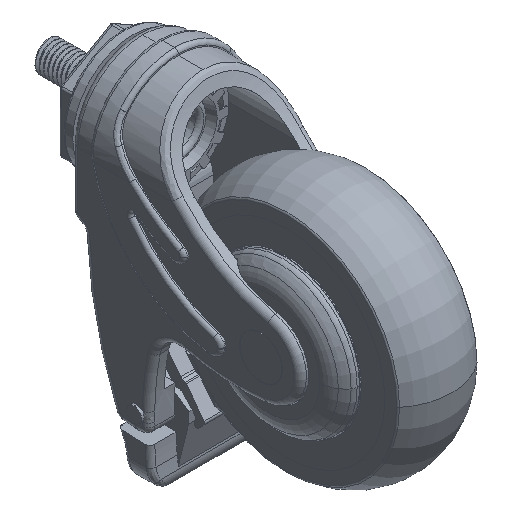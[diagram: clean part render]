
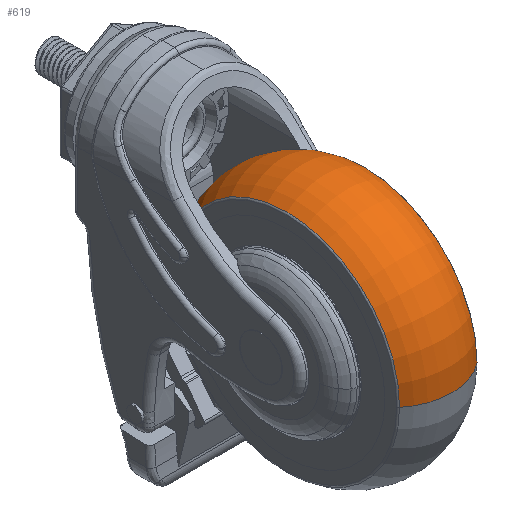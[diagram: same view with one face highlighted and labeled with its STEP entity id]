
A CAD part, isometric view. The second image highlights one B-rep face of the part: STEP entity #619.
In plain terms, the highlighted toroidal (fillet/blend) face has major radius 26 mm and minor radius 25 mm.
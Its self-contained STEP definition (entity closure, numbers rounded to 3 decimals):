
#619 = ADVANCED_FACE ( 'NONE', ( #17076 ), #14883, .T. ) ;
#3177 = VERTEX_POINT ( 'NONE', #3410 ) ;
#3246 = CIRCLE ( 'NONE', #19675, 45.517 ) ;
#3410 = CARTESIAN_POINT ( 'NONE',  ( -15.623, 45.517, 0. ) ) ;
#3681 = DIRECTION ( 'NONE',  ( 0., -1., 0. ) ) ;
#4118 = CARTESIAN_POINT ( 'NONE',  ( -15.623, 0., 0. ) ) ;
#5201 = EDGE_CURVE ( 'NONE', #17924, #3177, #21523, .T. ) ;
#5563 = EDGE_LOOP ( 'NONE', ( #9663, #11379, #21925, #24518 ) ) ;
#5594 = CARTESIAN_POINT ( 'NONE',  ( 0., 26., 0. ) ) ;
#7070 = CARTESIAN_POINT ( 'NONE',  ( 15.623, -45.517, 0. ) ) ;
#7970 = DIRECTION ( 'NONE',  ( 0., 0., -1. ) ) ;
#8137 = CARTESIAN_POINT ( 'NONE',  ( 15.623, 0., 0. ) ) ;
#8826 = AXIS2_PLACEMENT_3D ( 'NONE', #5594, #14577, #23550 ) ;
#9663 = ORIENTED_EDGE ( 'NONE', *, *, #18865, .T. ) ;
#9860 = EDGE_CURVE ( 'NONE', #22770, #18033, #19040, .T. ) ;
#9985 = EDGE_CURVE ( 'NONE', #18033, #3177, #25136, .T. ) ;
#11379 = ORIENTED_EDGE ( 'NONE', *, *, #5201, .T. ) ;
#12442 = AXIS2_PLACEMENT_3D ( 'NONE', #4118, #13097, #22081 ) ;
#13097 = DIRECTION ( 'NONE',  ( -1., 0., 0. ) ) ;
#14577 = DIRECTION ( 'NONE',  ( 0., 0., 1. ) ) ;
#14870 = CARTESIAN_POINT ( 'NONE',  ( 0., 0., 0. ) ) ;
#14883 = TOROIDAL_SURFACE ( 'NONE', #27569, 26., 25. ) ;
#16470 = CARTESIAN_POINT ( 'NONE',  ( -15.623, -45.517, 0. ) ) ;
#16942 = DIRECTION ( 'NONE',  ( -1., 0., 0. ) ) ;
#17076 = FACE_OUTER_BOUND ( 'NONE', #5563, .T. ) ;
#17109 = DIRECTION ( 'NONE',  ( -1., 0., 0. ) ) ;
#17924 = VERTEX_POINT ( 'NONE', #22785 ) ;
#18033 = VERTEX_POINT ( 'NONE', #16470 ) ;
#18865 = EDGE_CURVE ( 'NONE', #22770, #17924, #3246, .T. ) ;
#19040 = CIRCLE ( 'NONE', #22793, 25. ) ;
#19675 = AXIS2_PLACEMENT_3D ( 'NONE', #8137, #17109, #26075 ) ;
#21523 = CIRCLE ( 'NONE', #8826, 25. ) ;
#21925 = ORIENTED_EDGE ( 'NONE', *, *, #9985, .F. ) ;
#22081 = DIRECTION ( 'NONE',  ( 0., -1., 0. ) ) ;
#22770 = VERTEX_POINT ( 'NONE', #7070 ) ;
#22785 = CARTESIAN_POINT ( 'NONE',  ( 15.623, 45.517, 0. ) ) ;
#22793 = AXIS2_PLACEMENT_3D ( 'NONE', #28131, #7970, #16942 ) ;
#23550 = DIRECTION ( 'NONE',  ( 0., -1., 0. ) ) ;
#23839 = DIRECTION ( 'NONE',  ( -1., 0., 0. ) ) ;
#24518 = ORIENTED_EDGE ( 'NONE', *, *, #9860, .F. ) ;
#25136 = CIRCLE ( 'NONE', #12442, 45.517 ) ;
#26075 = DIRECTION ( 'NONE',  ( 0., -1., 0. ) ) ;
#27569 = AXIS2_PLACEMENT_3D ( 'NONE', #14870, #23839, #3681 ) ;
#28131 = CARTESIAN_POINT ( 'NONE',  ( 0., -26., 0. ) ) ;
